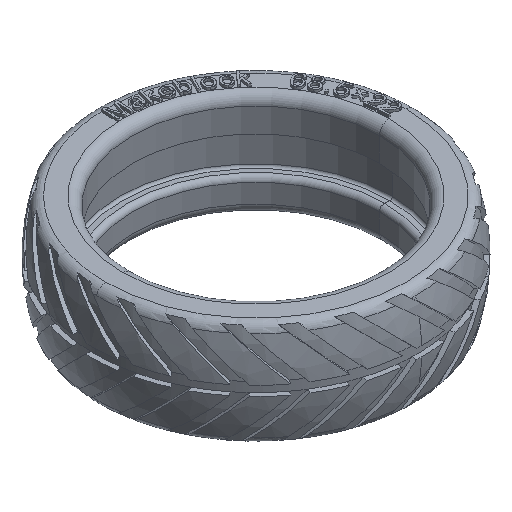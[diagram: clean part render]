
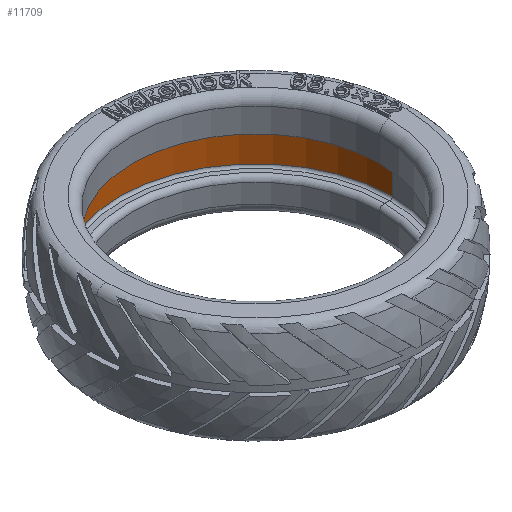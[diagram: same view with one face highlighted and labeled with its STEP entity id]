
A CAD part, isometric view. The second image highlights one B-rep face of the part: STEP entity #11709.
In plain terms, the highlighted cylindrical face has radius 28.3 mm (diameter 56.6 mm), a partial arc.
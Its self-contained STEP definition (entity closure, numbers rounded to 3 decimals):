
#493 = CARTESIAN_POINT ( 'NONE',  ( -28.3, 0., 0. ) ) ;
#902 = EDGE_CURVE ( 'NONE', #21560, #20477, #7005, .T. ) ;
#1836 = CARTESIAN_POINT ( 'NONE',  ( 28.3, 0., -3.464 ) ) ;
#2598 = LINE ( 'NONE', #493, #30512 ) ;
#4254 = EDGE_CURVE ( 'NONE', #28716, #20477, #2598, .T. ) ;
#4773 = CARTESIAN_POINT ( 'NONE',  ( -28.3, 0., 3.464 ) ) ;
#5418 = CARTESIAN_POINT ( 'NONE',  ( 28.3, 0., 3.464 ) ) ;
#5608 = VERTEX_POINT ( 'NONE', #1836 ) ;
#7005 = CIRCLE ( 'NONE', #25182, 28.3 ) ;
#7444 = VECTOR ( 'NONE', #30211, 1000. ) ;
#8739 = DIRECTION ( 'NONE',  ( 0., 0., 1. ) ) ;
#9163 = DIRECTION ( 'NONE',  ( 0., 0., 1. ) ) ;
#9304 = ORIENTED_EDGE ( 'NONE', *, *, #29382, .F. ) ;
#11426 = AXIS2_PLACEMENT_3D ( 'NONE', #30689, #8739, #28273 ) ;
#11709 = ADVANCED_FACE ( 'NONE', ( #22143 ), #13861, .F. ) ;
#12473 = DIRECTION ( 'NONE',  ( 0., 0., 1. ) ) ;
#13391 = CARTESIAN_POINT ( 'NONE',  ( 28.3, 0., 0. ) ) ;
#13861 = CYLINDRICAL_SURFACE ( 'NONE', #11426, 28.3 ) ;
#14452 = DIRECTION ( 'NONE',  ( 0., 0., 1. ) ) ;
#15445 = EDGE_LOOP ( 'NONE', ( #24632, #9304, #23505, #32378 ) ) ;
#20477 = VERTEX_POINT ( 'NONE', #4773 ) ;
#20696 = CIRCLE ( 'NONE', #23072, 28.3 ) ;
#21560 = VERTEX_POINT ( 'NONE', #5418 ) ;
#22143 = FACE_OUTER_BOUND ( 'NONE', #15445, .T. ) ;
#22298 = LINE ( 'NONE', #13391, #7444 ) ;
#23072 = AXIS2_PLACEMENT_3D ( 'NONE', #29177, #12473, #31972 ) ;
#23505 = ORIENTED_EDGE ( 'NONE', *, *, #31788, .T. ) ;
#24632 = ORIENTED_EDGE ( 'NONE', *, *, #4254, .F. ) ;
#25182 = AXIS2_PLACEMENT_3D ( 'NONE', #25911, #9163, #28703 ) ;
#25911 = CARTESIAN_POINT ( 'NONE',  ( 0., 0., 3.464 ) ) ;
#28273 = DIRECTION ( 'NONE',  ( 1., 0., 0. ) ) ;
#28703 = DIRECTION ( 'NONE',  ( 1., 0., 0. ) ) ;
#28716 = VERTEX_POINT ( 'NONE', #32766 ) ;
#29177 = CARTESIAN_POINT ( 'NONE',  ( 0., 0., -3.464 ) ) ;
#29382 = EDGE_CURVE ( 'NONE', #5608, #28716, #20696, .T. ) ;
#30211 = DIRECTION ( 'NONE',  ( 0., 0., 1. ) ) ;
#30512 = VECTOR ( 'NONE', #14452, 1000. ) ;
#30689 = CARTESIAN_POINT ( 'NONE',  ( 0., 0., 0. ) ) ;
#31788 = EDGE_CURVE ( 'NONE', #5608, #21560, #22298, .T. ) ;
#31972 = DIRECTION ( 'NONE',  ( 1., 0., 0. ) ) ;
#32378 = ORIENTED_EDGE ( 'NONE', *, *, #902, .T. ) ;
#32766 = CARTESIAN_POINT ( 'NONE',  ( -28.3, 0., -3.464 ) ) ;
